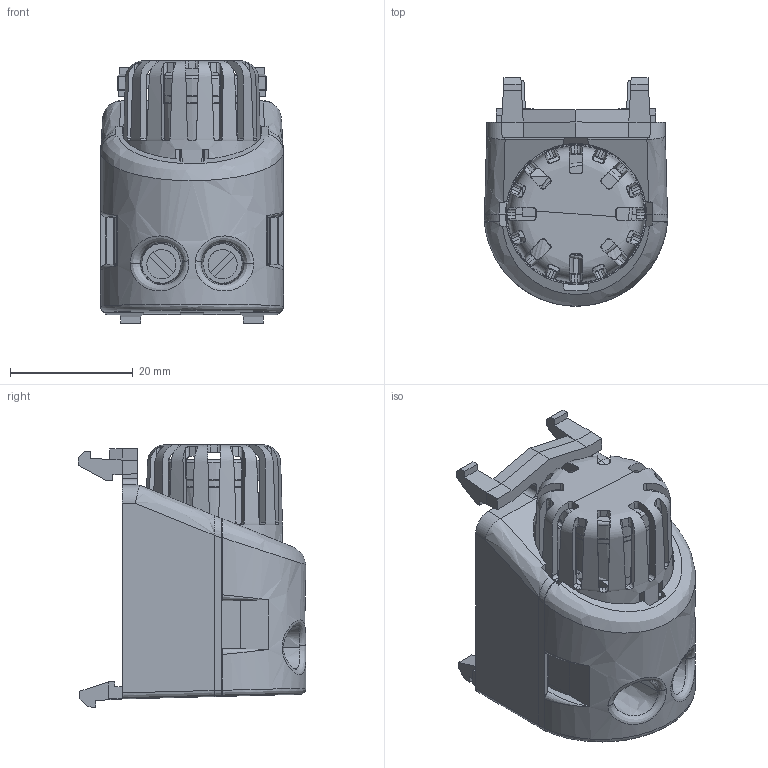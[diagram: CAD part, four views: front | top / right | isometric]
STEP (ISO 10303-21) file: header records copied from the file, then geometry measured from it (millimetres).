
FILE_DESCRIPTION(/* description */ (''),/* implementation_level */ '2;1');
FILE_NAME(/* name */ 'THVF35-THVF50',/* time_stamp */ '2014-05-28T17:24:57+02:00',/* author */ (''),/* organization */ (''),/* preprocessor_version */ 'ST-DEVELOPER v10',/* originating_system */ '',/* authorisation */ '');
FILE_SCHEMA (('CONFIG_CONTROL_DESIGN'));
Length unit declared in the file: millimetre
Products named in the file (1): 1
Bounding box: 29.91 x 37.2 x 42.85 mm (x, y, z)
Volume: 13381 mm3; surface area: 17982.8 mm2
Topology: 8 solids, 8 shells, 647 faces, 1803 edges, 1149 vertices
Faces by surface type: plane 398, bspline 249
Entity records: 25720 total; most frequent: CARTESIAN_POINT 14496, ORIENTED_EDGE 3582, EDGE_CURVE 1791, B_SPLINE_CURVE_WITH_KNOTS 1354, VERTEX_POINT 1149, EDGE_LOOP 694, ADVANCED_FACE 647, FACE_OUTER_BOUND 647
